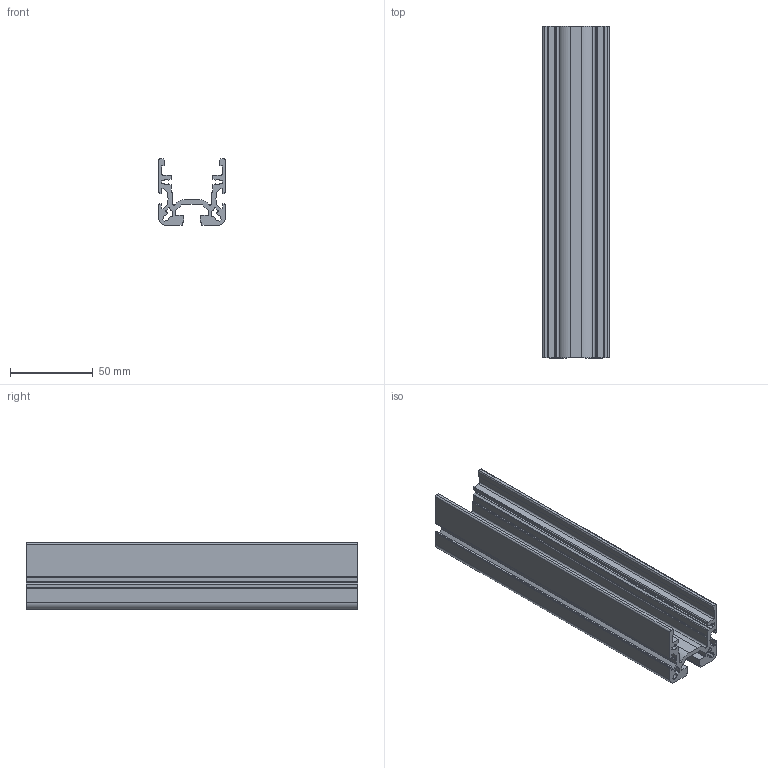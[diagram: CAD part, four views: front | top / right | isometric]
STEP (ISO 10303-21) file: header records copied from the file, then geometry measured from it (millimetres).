
FILE_DESCRIPTION (( 'STEP AP203' ), '1' );
FILE_NAME ('8119940_c_1.STEP', '2023-05-12T12:24:54', ( '' ), ( '' ), 'SwSTEP 2.0', 'SolidWorks 2014', '' );
FILE_SCHEMA (( 'CONFIG_CONTROL_DESIGN' ));
Length unit declared in the file: millimetre
Products named in the file (1): 8119940_c_1
Bounding box: 40 x 200 x 40 mm (x, y, z)
Volume: 100989.7 mm3; surface area: 73680.4 mm2
Topology: 1 solids, 1 shells, 204 faces, 606 edges, 404 vertices
Faces by surface type: cylinder 108, plane 96
Entity records: 6991 total; most frequent: DIRECTION 1232, CARTESIAN_POINT 1215, ORIENTED_EDGE 1212, EDGE_CURVE 606, AXIS2_PLACEMENT_3D 421, VERTEX_POINT 404, VECTOR 390, LINE 390
